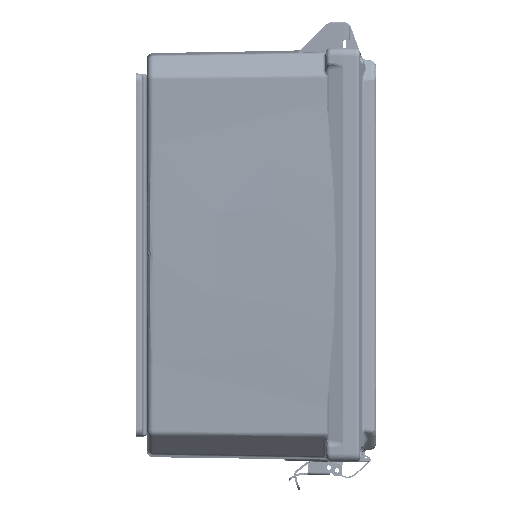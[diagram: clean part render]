
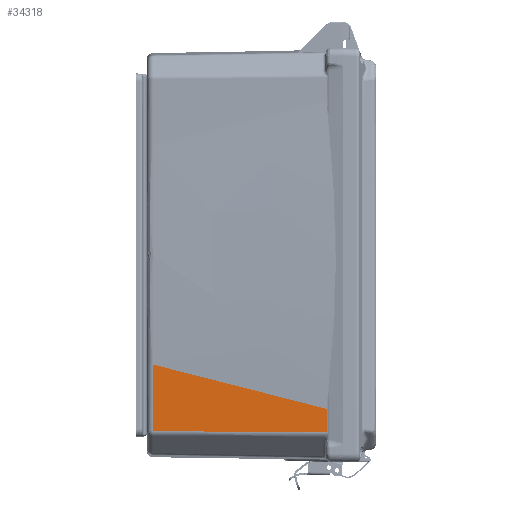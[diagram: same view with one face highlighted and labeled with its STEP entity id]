
A CAD part, front view. The second image highlights one B-rep face of the part: STEP entity #34318.
In plain terms, the highlighted planar face has unit normal (-0.018, -1, 0).
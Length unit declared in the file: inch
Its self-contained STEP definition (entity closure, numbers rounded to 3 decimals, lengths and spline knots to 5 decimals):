
#1130 = EDGE_CURVE ( 'NONE', #172247, #46707, #101253, .T. ) ;
#18799 = DIRECTION ( 'NONE',  ( 0., 0., 1. ) ) ;
#20505 = FACE_OUTER_BOUND ( 'NONE', #130895, .T. ) ;
#21432 = CARTESIAN_POINT ( 'NONE',  ( -5.77332, -7.06423, -3.32044 ) ) ;
#22489 = VERTEX_POINT ( 'NONE', #145581 ) ;
#23689 = PLANE ( 'NONE',  #113230 ) ;
#27653 = CARTESIAN_POINT ( 'NONE',  ( -0.50592, -7.15617, -4.66613 ) ) ;
#34318 = ADVANCED_FACE ( 'NONE', ( #20505 ), #23689, .T. ) ;
#46707 = VERTEX_POINT ( 'NONE', #21432 ) ;
#50046 = VECTOR ( 'NONE', #111198, 39.37008 ) ;
#53589 = DIRECTION ( 'NONE',  ( -0.017, -1., 0. ) ) ;
#54242 = DIRECTION ( 'NONE',  ( 1., -0.017, 0. ) ) ;
#61759 = EDGE_CURVE ( 'NONE', #154127, #172247, #70906, .T. ) ;
#70906 = LINE ( 'NONE', #95645, #50046 ) ;
#85479 = CARTESIAN_POINT ( 'NONE',  ( -4.31354, -7.08971, -3.69265 ) ) ;
#92930 = EDGE_CURVE ( 'NONE', #22489, #154127, #138342, .T. ) ;
#95645 = CARTESIAN_POINT ( 'NONE',  ( -0.50592, -7.15617, 6.74752 ) ) ;
#101253 = B_SPLINE_CURVE_WITH_KNOTS ( 'NONE', 3,
 ( #27653, #192058, #85479, #132235 ),
 .UNSPECIFIED., .F., .F.,
 ( 4, 4 ),
 ( 0., 1. ),
 .UNSPECIFIED. ) ;
#102918 = ORIENTED_EDGE ( 'NONE', *, *, #92930, .T. ) ;
#105317 = CARTESIAN_POINT ( 'NONE',  ( -5.77332, -7.06423, 10.7888 ) ) ;
#110613 = CARTESIAN_POINT ( 'NONE',  ( -5.77332, -7.06423, -5.34143 ) ) ;
#111198 = DIRECTION ( 'NONE',  ( 0., 0., 1. ) ) ;
#113171 = ORIENTED_EDGE ( 'NONE', *, *, #167602, .F. ) ;
#113230 = AXIS2_PLACEMENT_3D ( 'NONE', #174427, #53589, #54242 ) ;
#130501 = CARTESIAN_POINT ( 'NONE',  ( -0.50592, -7.15617, -4.66613 ) ) ;
#130895 = EDGE_LOOP ( 'NONE', ( #102918, #153440, #188879, #113171 ) ) ;
#132235 = CARTESIAN_POINT ( 'NONE',  ( -5.77332, -7.06423, -3.32044 ) ) ;
#138342 = LINE ( 'NONE', #110613, #168512 ) ;
#145581 = CARTESIAN_POINT ( 'NONE',  ( -5.77332, -7.06423, -5.34143 ) ) ;
#153440 = ORIENTED_EDGE ( 'NONE', *, *, #61759, .T. ) ;
#154127 = VERTEX_POINT ( 'NONE', #159151 ) ;
#159151 = CARTESIAN_POINT ( 'NONE',  ( -0.50592, -7.15617, -5.37952 ) ) ;
#167602 = EDGE_CURVE ( 'NONE', #22489, #46707, #182441, .T. ) ;
#168512 = VECTOR ( 'NONE', #182164, 39.37008 ) ;
#172247 = VERTEX_POINT ( 'NONE', #130501 ) ;
#174427 = CARTESIAN_POINT ( 'NONE',  ( 0., -7.165, 6.74752 ) ) ;
#177803 = VECTOR ( 'NONE', #18799, 39.37008 ) ;
#182164 = DIRECTION ( 'NONE',  ( 1., -0.017, -0.007 ) ) ;
#182441 = LINE ( 'NONE', #105317, #177803 ) ;
#188879 = ORIENTED_EDGE ( 'NONE', *, *, #1130, .T. ) ;
#192058 = CARTESIAN_POINT ( 'NONE',  ( -2.55774, -7.12035, -4.14121 ) ) ;
